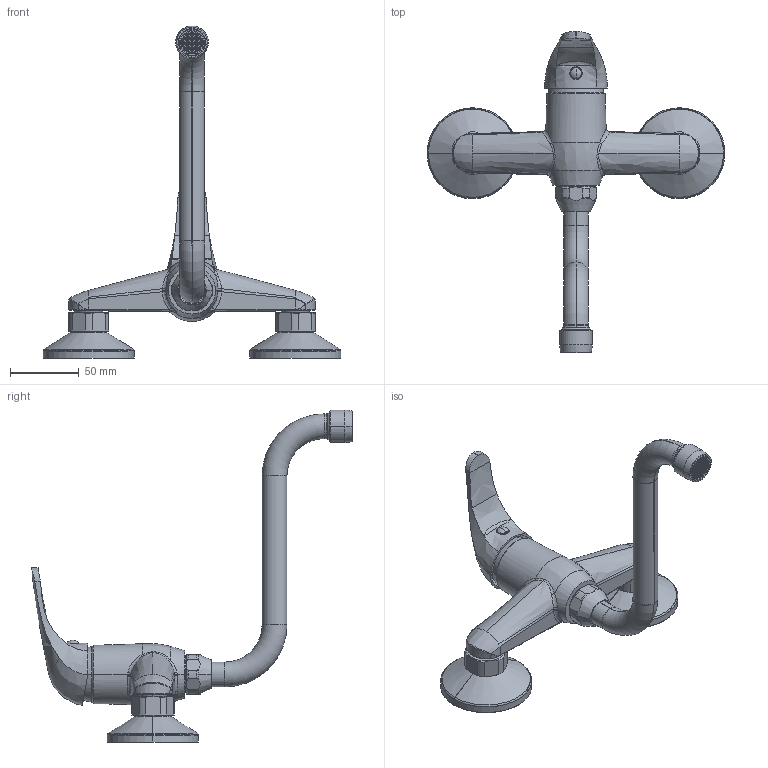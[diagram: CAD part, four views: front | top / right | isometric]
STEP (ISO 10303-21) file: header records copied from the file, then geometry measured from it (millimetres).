
FILE_DESCRIPTION((''),'2;1');
FILE_NAME('APM3164CR','2021-11-03T14:38:38',('ut3'),('PAFFONI SpA'),'CREO PARAMETRIC BY PTC INC, 2020044','CREO PARAMETRIC BY PTC INC, 2020044','');
FILE_SCHEMA(('CONFIG_CONTROL_DESIGN','SHAPE_APPEARANCE_LAYERS_GROUPS'));
Length unit declared in the file: millimetre
Products named in the file (1): APM3164CR
Bounding box: 216 x 233.2 x 240.8 mm (x, y, z)
Volume: 148199.1 mm3; surface area: 140232.3 mm2
Topology: 4 solids, 4 shells, 3012 faces, 8568 edges, 5525 vertices
Faces by surface type: plane 2120, cylinder 408, torus 200, bspline 153, cone 110, sphere 21
Entity records: 119388 total; most frequent: CARTESIAN_POINT 28347, ORIENTED_EDGE 17110, DIRECTION 15867, EDGE_CURVE 8555, VERTEX_POINT 5525, AXIS2_PLACEMENT_3D 5318, VECTOR 5231, LINE 5231
